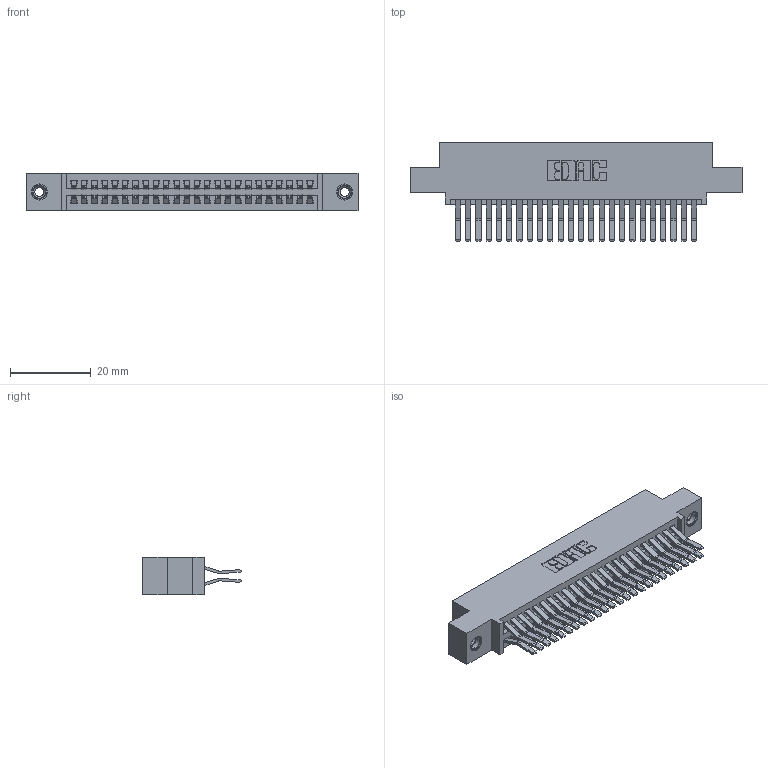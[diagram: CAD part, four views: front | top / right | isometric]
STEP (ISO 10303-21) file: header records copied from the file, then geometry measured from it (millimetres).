
FILE_DESCRIPTION (( 'STEP AP203' ), '1' );
FILE_NAME ('345-048-560-508.STEP', '2019-10-29T11:01:32', ( '' ), ( '' ), 'SwSTEP 2.0', 'SolidWorks 2016', '' );
FILE_SCHEMA (( 'CONFIG_CONTROL_DESIGN' ));
Length unit declared in the file: inch
Products named in the file (4): 345 Part_0.110 Offset - 0.156 Dia-TI; 345-250-001_345-250-003-102; 345-292-001_560 Tail; 345-048-560-508
Assembly tree (51 placements, depth 2):
  345-048-560-508
    345 Part_0.110 Offset - 0.156 Dia-TI
    345-292-001_560 Tail  x48
    345-250-001_345-250-003-102  x2
Bounding box: 82.17 x 24.45 x 9.4 mm (x, y, z)
Volume: 8049.6 mm3; surface area: 12465.5 mm2
Topology: 51 solids, 51 shells, 2686 faces, 7929 edges, 5214 vertices
Faces by surface type: plane 1700, cylinder 970, cone 12, torus 4
Entity records: 22660 total; most frequent: CARTESIAN_POINT 3799, ORIENTED_EDGE 3726, DIRECTION 3401, EDGE_CURVE 1863, LINE 1611, VECTOR 1611, VERTEX_POINT 1236, AXIS2_PLACEMENT_3D 895
